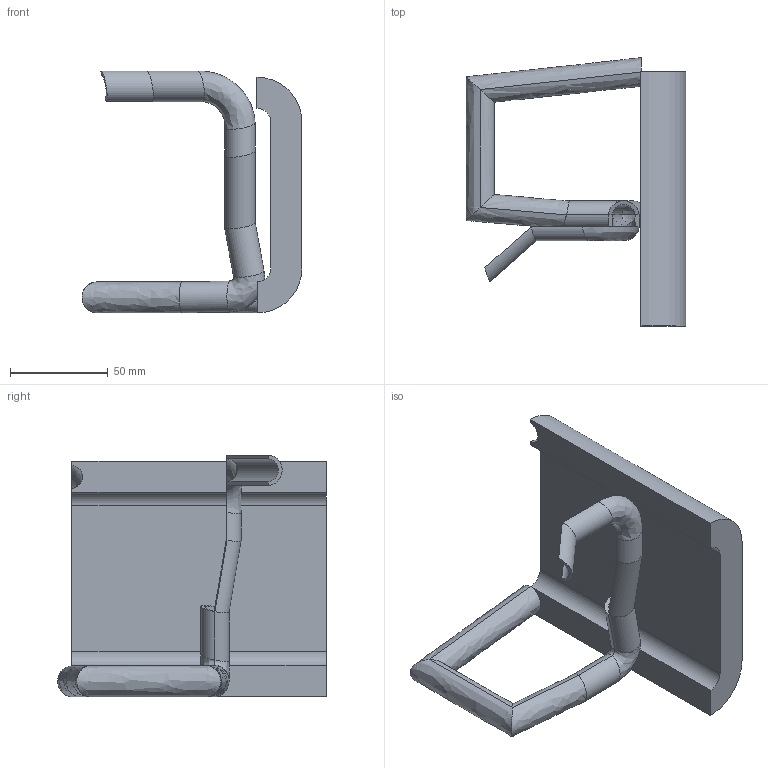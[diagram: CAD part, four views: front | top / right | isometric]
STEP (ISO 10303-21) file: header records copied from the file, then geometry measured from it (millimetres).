
FILE_DESCRIPTION( ( '' ), ' ' );
FILE_NAME( '5ade8cde1ea4a80fb108bbe5.step', '2018-04-24T01:48:15', ( '' ), ( '' ), ' ', ' ', ' ' );
FILE_SCHEMA( ( 'AUTOMOTIVE_DESIGN { 1 0 10303 214 1 1 1 1 }' ) );
Length unit declared in the file: metre
Products named in the file (1): Part 10
Bounding box: 112.64 x 137.6 x 123.84 mm (x, y, z)
Volume: 272545.7 mm3; surface area: 67444.6 mm2
Topology: 1 solids, 1 shells, 61 faces, 149 edges, 86 vertices
Faces by surface type: bspline 37, plane 19, cylinder 5
Entity records: 2853 total; most frequent: CARTESIAN_POINT 1076, ORIENTED_EDGE 298, DIRECTION 234, EDGE_CURVE 149, VERTEX_POINT 86, AXIS2_PLACEMENT_3D 84, LINE 66, VECTOR 66
